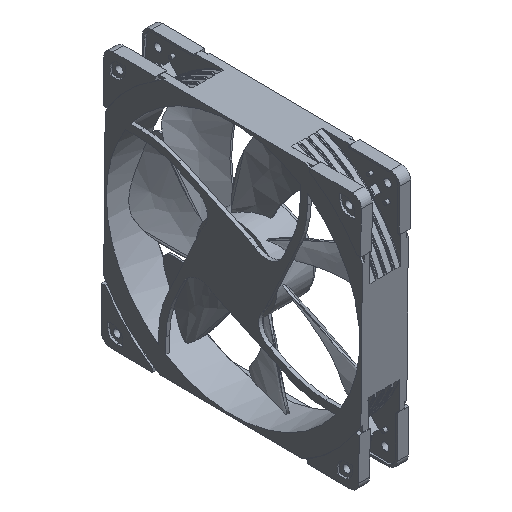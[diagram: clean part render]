
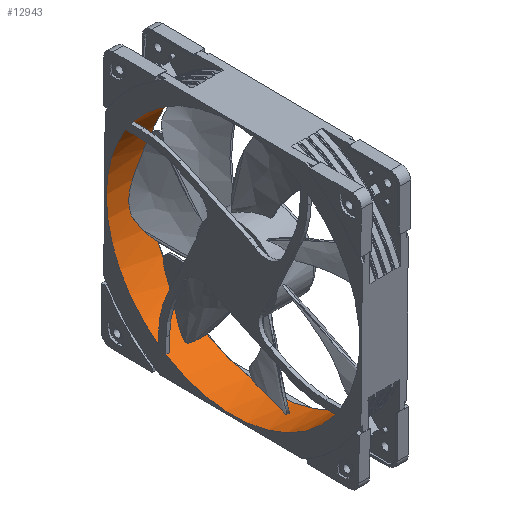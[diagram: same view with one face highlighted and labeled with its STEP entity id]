
A CAD part, isometric view. The second image highlights one B-rep face of the part: STEP entity #12943.
In plain terms, the highlighted cylindrical face has radius 69 mm (diameter 138 mm), a full revolution.
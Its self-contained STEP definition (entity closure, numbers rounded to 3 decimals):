
#968=LINE($,#21231,#1917);
#978=LINE($,#21259,#1927);
#979=LINE($,#21271,#1928);
#980=LINE($,#21273,#1929);
#981=LINE($,#21276,#1930);
#982=LINE($,#21278,#1931);
#983=LINE($,#21281,#1932);
#984=LINE($,#21283,#1933);
#1917=VECTOR($,#15935,2.);
#1927=VECTOR($,#15967,2.);
#1928=VECTOR($,#15980,2.);
#1929=VECTOR($,#15981,2.);
#1930=VECTOR($,#15984,2.);
#1931=VECTOR($,#15985,2.);
#1932=VECTOR($,#15988,2.);
#1933=VECTOR($,#15989,2.);
#2771=FACE_BOUND($,#3737,.T.);
#3040=FACE_OUTER_BOUND($,#3736,.T.);
#3736=EDGE_LOOP($,(#9372,#9373,#9374,#9375));
#3737=EDGE_LOOP($,(#9376,#9377,#9378,#9379,#9380,#9381,#9382,#9383,#9384,
#9385,#9386,#9387,#9388,#9389,#9390,#9391));
#4332=CIRCLE($,#13501,69.);
#4337=CIRCLE($,#13506,69.);
#4346=CIRCLE($,#13515,69.);
#4347=CIRCLE($,#13516,69.);
#4537=CIRCLE($,#13871,69.);
#4538=CIRCLE($,#13872,69.);
#4539=CIRCLE($,#13873,69.);
#4540=CIRCLE($,#13874,69.);
#4541=CIRCLE($,#13875,69.);
#4542=CIRCLE($,#13876,69.);
#4543=CIRCLE($,#13877,69.);
#4544=CIRCLE($,#13878,69.);
#5148=VERTEX_POINT($,#19489);
#5150=VERTEX_POINT($,#19492);
#5157=VERTEX_POINT($,#19507);
#5158=VERTEX_POINT($,#19508);
#5173=VERTEX_POINT($,#19538);
#5174=VERTEX_POINT($,#19540);
#5175=VERTEX_POINT($,#19543);
#5176=VERTEX_POINT($,#19544);
#5480=VERTEX_POINT($,#21229);
#5487=VERTEX_POINT($,#21257);
#5488=VERTEX_POINT($,#21261);
#5489=VERTEX_POINT($,#21262);
#5490=VERTEX_POINT($,#21264);
#5491=VERTEX_POINT($,#21266);
#5492=VERTEX_POINT($,#21269);
#5493=VERTEX_POINT($,#21272);
#5494=VERTEX_POINT($,#21274);
#5495=VERTEX_POINT($,#21277);
#5496=VERTEX_POINT($,#21279);
#5497=VERTEX_POINT($,#21282);
#6461=EDGE_CURVE($,#5148,#5150,#4332,.T.);
#6469=EDGE_CURVE($,#5157,#5158,#4337,.T.);
#6485=EDGE_CURVE($,#5173,#5174,#4346,.T.);
#6487=EDGE_CURVE($,#5175,#5176,#4347,.T.);
#6956=EDGE_CURVE($,#5148,#5480,#968,.T.);
#6970=EDGE_CURVE($,#5150,#5487,#978,.T.);
#6971=EDGE_CURVE($,#5488,#5489,#4537,.T.);
#6972=EDGE_CURVE($,#5489,#5490,#4538,.T.);
#6973=EDGE_CURVE($,#5490,#5491,#4539,.T.);
#6974=EDGE_CURVE($,#5491,#5488,#4540,.T.);
#6975=EDGE_CURVE($,#5480,#5492,#4541,.T.);
#6976=EDGE_CURVE($,#5176,#5492,#979,.T.);
#6977=EDGE_CURVE($,#5175,#5493,#980,.T.);
#6978=EDGE_CURVE($,#5493,#5494,#4542,.T.);
#6979=EDGE_CURVE($,#5158,#5494,#981,.T.);
#6980=EDGE_CURVE($,#5157,#5495,#982,.T.);
#6981=EDGE_CURVE($,#5495,#5496,#4543,.T.);
#6982=EDGE_CURVE($,#5174,#5496,#983,.T.);
#6983=EDGE_CURVE($,#5173,#5497,#984,.T.);
#6984=EDGE_CURVE($,#5497,#5487,#4544,.T.);
#9372=ORIENTED_EDGE($,*,*,#6971,.T.);
#9373=ORIENTED_EDGE($,*,*,#6972,.T.);
#9374=ORIENTED_EDGE($,*,*,#6973,.T.);
#9375=ORIENTED_EDGE($,*,*,#6974,.T.);
#9376=ORIENTED_EDGE($,*,*,#6461,.F.);
#9377=ORIENTED_EDGE($,*,*,#6956,.T.);
#9378=ORIENTED_EDGE($,*,*,#6975,.T.);
#9379=ORIENTED_EDGE($,*,*,#6976,.F.);
#9380=ORIENTED_EDGE($,*,*,#6487,.F.);
#9381=ORIENTED_EDGE($,*,*,#6977,.T.);
#9382=ORIENTED_EDGE($,*,*,#6978,.T.);
#9383=ORIENTED_EDGE($,*,*,#6979,.F.);
#9384=ORIENTED_EDGE($,*,*,#6469,.F.);
#9385=ORIENTED_EDGE($,*,*,#6980,.T.);
#9386=ORIENTED_EDGE($,*,*,#6981,.T.);
#9387=ORIENTED_EDGE($,*,*,#6982,.F.);
#9388=ORIENTED_EDGE($,*,*,#6485,.F.);
#9389=ORIENTED_EDGE($,*,*,#6983,.T.);
#9390=ORIENTED_EDGE($,*,*,#6984,.T.);
#9391=ORIENTED_EDGE($,*,*,#6970,.F.);
#11892=CYLINDRICAL_SURFACE($,#13870,69.);
#12943=ADVANCED_FACE($,(#3040,#2771),#11892,.F.);
#13501=AXIS2_PLACEMENT_3D($,#19493,#15009,#15010);
#13506=AXIS2_PLACEMENT_3D($,#19509,#15022,#15023);
#13515=AXIS2_PLACEMENT_3D($,#19541,#15047,#15048);
#13516=AXIS2_PLACEMENT_3D($,#19545,#15050,#15051);
#13870=AXIS2_PLACEMENT_3D($,#21260,#15968,#15969);
#13871=AXIS2_PLACEMENT_3D($,#21263,#15970,#15971);
#13872=AXIS2_PLACEMENT_3D($,#21265,#15972,#15973);
#13873=AXIS2_PLACEMENT_3D($,#21267,#15974,#15975);
#13874=AXIS2_PLACEMENT_3D($,#21268,#15976,#15977);
#13875=AXIS2_PLACEMENT_3D($,#21270,#15978,#15979);
#13876=AXIS2_PLACEMENT_3D($,#21275,#15982,#15983);
#13877=AXIS2_PLACEMENT_3D($,#21280,#15986,#15987);
#13878=AXIS2_PLACEMENT_3D($,#21284,#15990,#15991);
#15009=DIRECTION('center_axis',(1.,0.,0.));
#15010=DIRECTION('ref_axis',(0.,1.,0.));
#15022=DIRECTION('center_axis',(1.,0.,0.));
#15023=DIRECTION('ref_axis',(0.,-0.58,0.815));
#15047=DIRECTION('center_axis',(1.,0.,0.));
#15048=DIRECTION('ref_axis',(0.,0.815,0.58));
#15050=DIRECTION('center_axis',(1.,0.,0.));
#15051=DIRECTION('ref_axis',(0.,-0.815,-0.58));
#15935=DIRECTION($,(1.,0.,0.));
#15967=DIRECTION($,(1.,0.,0.));
#15968=DIRECTION('center_axis',(1.,0.,0.));
#15969=DIRECTION('ref_axis',(0.,1.,0.));
#15970=DIRECTION('center_axis',(1.,0.,0.));
#15971=DIRECTION('ref_axis',(0.,1.,0.));
#15972=DIRECTION('center_axis',(1.,0.,0.));
#15973=DIRECTION('ref_axis',(0.,0.,1.));
#15974=DIRECTION('center_axis',(1.,0.,0.));
#15975=DIRECTION('ref_axis',(0.,-1.,0.));
#15976=DIRECTION('center_axis',(1.,0.,0.));
#15977=DIRECTION('ref_axis',(0.,0.,-1.));
#15978=DIRECTION('center_axis',(-1.,0.,0.));
#15979=DIRECTION('ref_axis',(0.,0.58,-0.815));
#15980=DIRECTION($,(1.,0.,0.));
#15981=DIRECTION($,(1.,0.,0.));
#15982=DIRECTION('center_axis',(-1.,0.,0.));
#15983=DIRECTION('ref_axis',(0.,-0.815,-0.58));
#15984=DIRECTION($,(1.,0.,0.));
#15985=DIRECTION($,(1.,0.,0.));
#15986=DIRECTION('center_axis',(-1.,0.,0.));
#15987=DIRECTION('ref_axis',(0.,-0.58,0.815));
#15988=DIRECTION($,(1.,0.,0.));
#15989=DIRECTION($,(1.,0.,0.));
#15990=DIRECTION('center_axis',(-1.,0.,0.));
#15991=DIRECTION('ref_axis',(0.,0.815,0.58));
#19489=CARTESIAN_POINT('',(0.,40.,-56.223));
#19492=CARTESIAN_POINT('',(0.,58.864,36.));
#19493=CARTESIAN_POINT('Origin',(0.,0.,0.));
#19507=CARTESIAN_POINT('',(0.,-40.,56.223));
#19508=CARTESIAN_POINT('',(0.,-58.864,-36.));
#19509=CARTESIAN_POINT('Origin',(0.,0.,0.));
#19538=CARTESIAN_POINT('',(0.,56.223,40.));
#19540=CARTESIAN_POINT('',(0.,-36.,58.864));
#19541=CARTESIAN_POINT('Origin',(0.,0.,0.));
#19543=CARTESIAN_POINT('',(0.,-56.223,-40.));
#19544=CARTESIAN_POINT('',(0.,36.,-58.864));
#19545=CARTESIAN_POINT('Origin',(0.,0.,0.));
#21229=CARTESIAN_POINT('',(2.,40.,-56.223));
#21231=CARTESIAN_POINT($,(0.,40.,-56.223));
#21257=CARTESIAN_POINT('',(2.,58.864,36.));
#21259=CARTESIAN_POINT($,(0.,58.864,36.));
#21260=CARTESIAN_POINT('Origin',(12.5,0.,0.));
#21261=CARTESIAN_POINT('',(21.5,69.,0.));
#21262=CARTESIAN_POINT('',(21.5,0.,69.));
#21263=CARTESIAN_POINT('Origin',(21.5,0.,0.));
#21264=CARTESIAN_POINT('',(21.5,-69.,0.));
#21265=CARTESIAN_POINT('Origin',(21.5,0.,0.));
#21266=CARTESIAN_POINT('',(21.5,0.,-69.));
#21267=CARTESIAN_POINT('Origin',(21.5,0.,0.));
#21268=CARTESIAN_POINT('Origin',(21.5,0.,0.));
#21269=CARTESIAN_POINT('',(2.,36.,-58.864));
#21270=CARTESIAN_POINT('Origin',(2.,0.,0.));
#21271=CARTESIAN_POINT($,(0.,36.,-58.864));
#21272=CARTESIAN_POINT('',(2.,-56.223,-40.));
#21273=CARTESIAN_POINT($,(0.,-56.223,-40.));
#21274=CARTESIAN_POINT('',(2.,-58.864,-36.));
#21275=CARTESIAN_POINT('Origin',(2.,0.,0.));
#21276=CARTESIAN_POINT($,(0.,-58.864,-36.));
#21277=CARTESIAN_POINT('',(2.,-40.,56.223));
#21278=CARTESIAN_POINT($,(0.,-40.,56.223));
#21279=CARTESIAN_POINT('',(2.,-36.,58.864));
#21280=CARTESIAN_POINT('Origin',(2.,0.,0.));
#21281=CARTESIAN_POINT($,(0.,-36.,58.864));
#21282=CARTESIAN_POINT('',(2.,56.223,40.));
#21283=CARTESIAN_POINT($,(0.,56.223,40.));
#21284=CARTESIAN_POINT('Origin',(2.,0.,0.));
